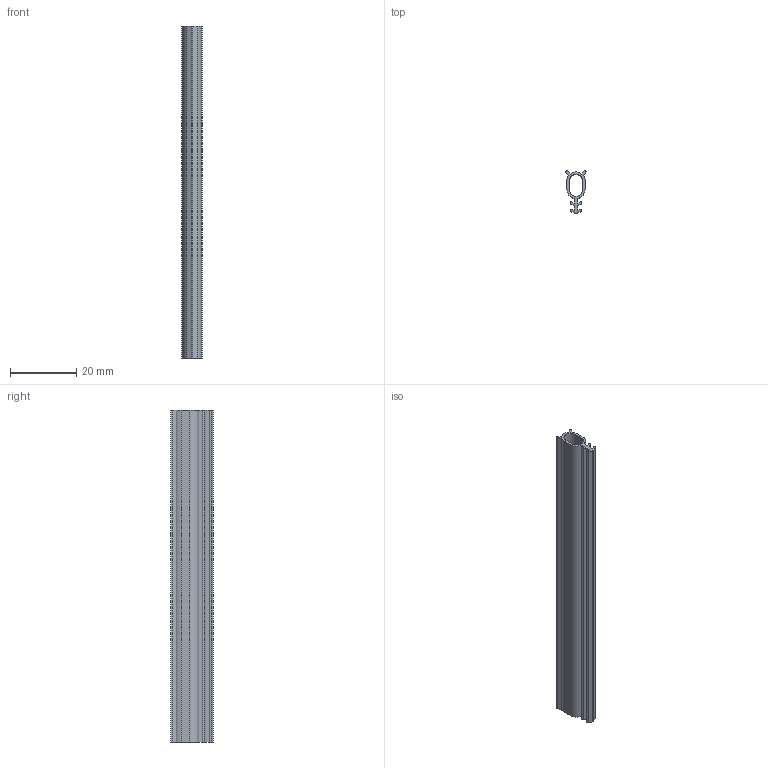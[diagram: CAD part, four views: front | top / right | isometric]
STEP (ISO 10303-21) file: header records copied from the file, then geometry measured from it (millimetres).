
FILE_DESCRIPTION (( 'STEP AP214' ), '1' );
FILE_NAME ('01308 Fir Tree Bulb Seal Light Brown .STEP', '2024-08-28T00:56:27', ( '' ), ( '' ), 'SwSTEP 2.0', 'SolidWorks 2024', '' );
FILE_SCHEMA (( 'AUTOMOTIVE_DESIGN' ));
Length unit declared in the file: millimetre
Products named in the file (1): 01308 Fir Tree Bulb Seal Light Brown 
Bounding box: 6.05 x 12.94 x 100 mm (x, y, z)
Volume: 2336.3 mm3; surface area: 6469.2 mm2
Topology: 1 solids, 1 shells, 39 faces, 111 edges, 74 vertices
Faces by surface type: plane 22, cylinder 17
Entity records: 1306 total; most frequent: DIRECTION 225, CARTESIAN_POINT 225, ORIENTED_EDGE 222, EDGE_CURVE 111, LINE 77, VECTOR 77, VERTEX_POINT 74, AXIS2_PLACEMENT_3D 74
